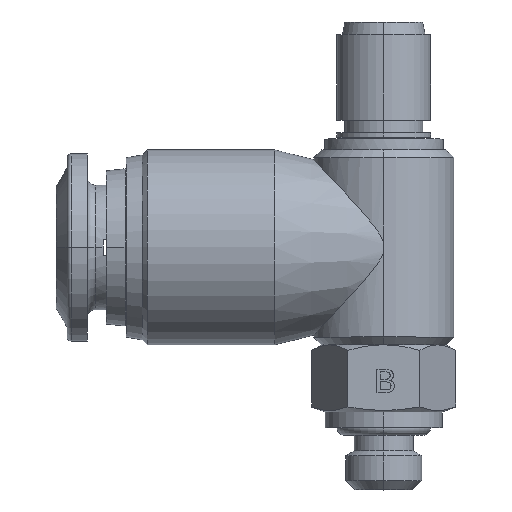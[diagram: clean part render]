
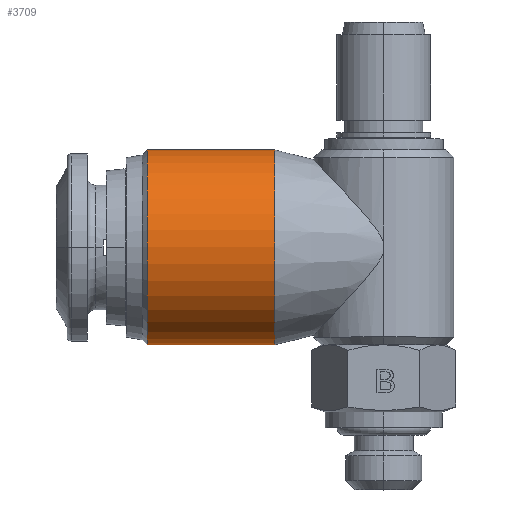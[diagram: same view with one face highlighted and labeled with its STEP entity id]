
A CAD part, top view. The second image highlights one B-rep face of the part: STEP entity #3709.
In plain terms, the highlighted cylindrical face has radius 6.25 mm (diameter 12.5 mm), a partial arc.
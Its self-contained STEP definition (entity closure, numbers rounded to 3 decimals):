
#66 = CYLINDRICAL_SURFACE ( 'NONE', #4256, 6.25 ) ;
#72 = FACE_OUTER_BOUND ( 'NONE', #1044, .T. ) ;
#209 = DIRECTION ( 'NONE',  ( 0., -1., 0. ) ) ;
#210 = CARTESIAN_POINT ( 'NONE',  ( -18., 15.55, 0. ) ) ;
#211 = DIRECTION ( 'NONE',  ( -1., 0., 0. ) ) ;
#423 = AXIS2_PLACEMENT_3D ( 'NONE', #4002, #4003, #4004 ) ;
#425 = AXIS2_PLACEMENT_3D ( 'NONE', #4039, #4040, #4041 ) ;
#854 = CARTESIAN_POINT ( 'NONE',  ( -15.176, 9.3, 0. ) ) ;
#875 = CARTESIAN_POINT ( 'NONE',  ( -15.176, 21.8, 0. ) ) ;
#1044 = EDGE_LOOP ( 'NONE', ( #3290, #3291, #3292, #3293 ) ) ;
#1683 = CIRCLE ( 'NONE', #423, 6.25 ) ;
#1692 = CIRCLE ( 'NONE', #425, 6.25 ) ;
#1723 = LINE ( 'NONE', #2778, #1727 ) ;
#1726 = LINE ( 'NONE', #2782, #1729 ) ;
#1727 = VECTOR ( 'NONE', #2774, 1000. ) ;
#1729 = VECTOR ( 'NONE', #2783, 1000. ) ;
#1986 = VERTEX_POINT ( 'NONE', #3201 ) ;
#1994 = VERTEX_POINT ( 'NONE', #3209 ) ;
#2014 = VERTEX_POINT ( 'NONE', #854 ) ;
#2015 = VERTEX_POINT ( 'NONE', #875 ) ;
#2317 = EDGE_CURVE ( 'NONE', #2015, #2014, #1683, .T. ) ;
#2324 = EDGE_CURVE ( 'NONE', #1994, #1986, #1692, .T. ) ;
#2345 = EDGE_CURVE ( 'NONE', #1986, #2015, #1723, .T. ) ;
#2346 = EDGE_CURVE ( 'NONE', #1994, #2014, #1726, .T. ) ;
#2774 = DIRECTION ( 'NONE',  ( -1., 0., 0. ) ) ;
#2778 = CARTESIAN_POINT ( 'NONE',  ( -18., 21.8, 0. ) ) ;
#2782 = CARTESIAN_POINT ( 'NONE',  ( -18., 9.3, 0. ) ) ;
#2783 = DIRECTION ( 'NONE',  ( -1., 0., 0. ) ) ;
#3201 = CARTESIAN_POINT ( 'NONE',  ( -7., 21.8, 0. ) ) ;
#3209 = CARTESIAN_POINT ( 'NONE',  ( -7., 9.3, 0. ) ) ;
#3290 = ORIENTED_EDGE ( 'NONE', *, *, #2324, .T. ) ;
#3291 = ORIENTED_EDGE ( 'NONE', *, *, #2345, .T. ) ;
#3292 = ORIENTED_EDGE ( 'NONE', *, *, #2317, .T. ) ;
#3293 = ORIENTED_EDGE ( 'NONE', *, *, #2346, .F. ) ;
#3709 = ADVANCED_FACE ( 'NONE', ( #72 ), #66, .T. ) ;
#4002 = CARTESIAN_POINT ( 'NONE',  ( -15.176, 15.55, 0. ) ) ;
#4003 = DIRECTION ( 'NONE',  ( 1., 0., 0. ) ) ;
#4004 = DIRECTION ( 'NONE',  ( 0., 1., 0. ) ) ;
#4039 = CARTESIAN_POINT ( 'NONE',  ( -7., 15.55, 0. ) ) ;
#4040 = DIRECTION ( 'NONE',  ( -1., 0., 0. ) ) ;
#4041 = DIRECTION ( 'NONE',  ( 0., -1., 0. ) ) ;
#4256 = AXIS2_PLACEMENT_3D ( 'NONE', #210, #211, #209 ) ;
